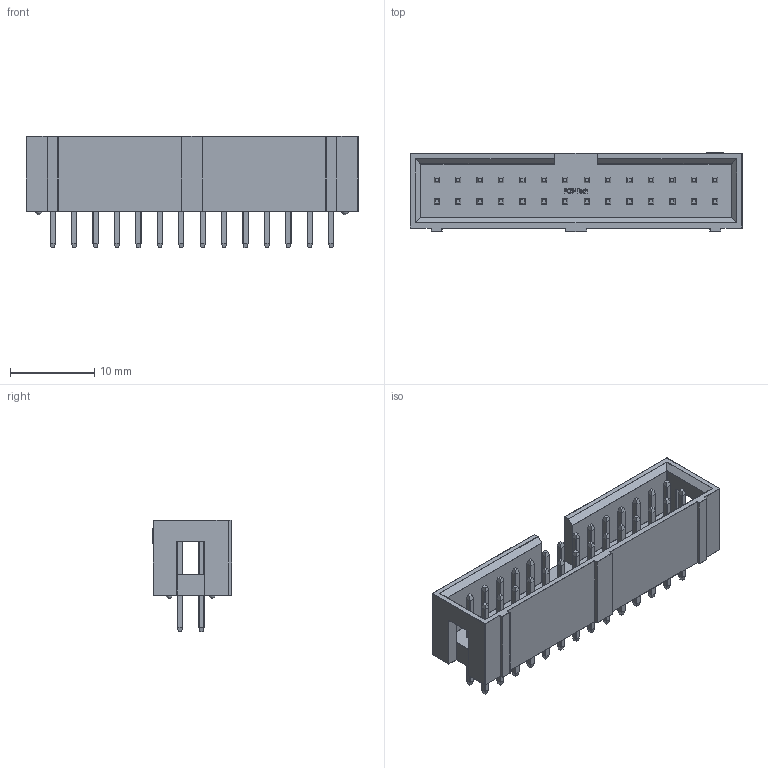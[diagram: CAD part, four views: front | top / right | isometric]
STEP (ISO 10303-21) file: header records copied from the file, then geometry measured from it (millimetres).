
FILE_DESCRIPTION(/* description */ (''),/* implementation_level */ '2;1');
FILE_NAME(/* name */ '28-Pin Shrouded Header (IDC) Straight.stp',/* time_stamp */ '2019-09-23T18:17:52+02:00',/* author */ ('Bernd das Brot'),/* organization */ (''),/* preprocessor_version */ 'ST-DEVELOPER v17.2',/* originating_system */ 'Autodesk Inventor 2019',/* authorisation */ '');
FILE_SCHEMA (('AUTOMOTIVE_DESIGN { 1 0 10303 214 3 1 1 }'));
Length unit declared in the file: millimetre
Products named in the file (3): 28-Pin Shrouded Header (IDC) Straight; Straight Contact; 28-Pin Shrouded Header Body
Assembly tree (29 placements, depth 2):
  28-Pin Shrouded Header (IDC) Straight
    Straight Contact  x28
    28-Pin Shrouded Header Body
Bounding box: 39.37 x 9.37 x 13.17 mm (x, y, z)
Volume: 1646.1 mm3; surface area: 3087.1 mm2
Topology: 29 solids, 29 shells, 986 faces, 2556 edges, 1637 vertices
Faces by surface type: plane 610, cylinder 232, bspline 80, sphere 41, torus 23
Entity records: 15878 total; most frequent: CARTESIAN_POINT 3862, ORIENTED_EDGE 2512, DIRECTION 2295, EDGE_CURVE 1256, LINE 833, VECTOR 833, VERTEX_POINT 773, AXIS2_PLACEMENT_3D 731
